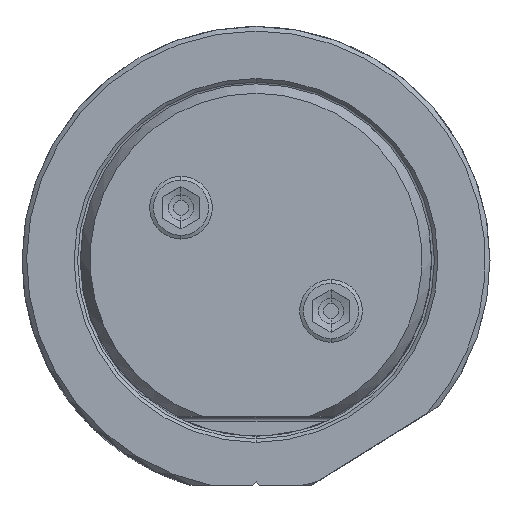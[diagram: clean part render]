
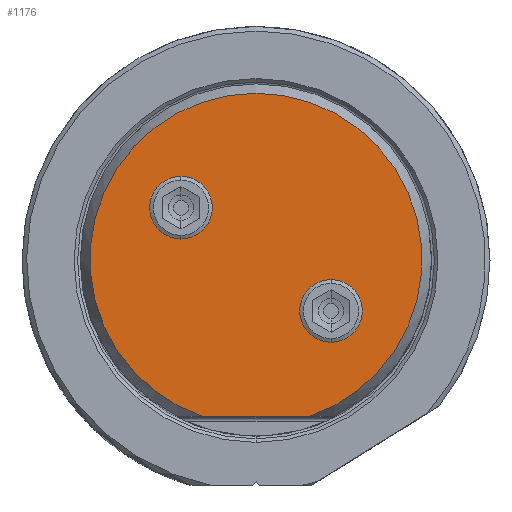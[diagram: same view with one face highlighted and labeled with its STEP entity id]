
A CAD part, top view. The second image highlights one B-rep face of the part: STEP entity #1176.
In plain terms, the highlighted planar face has unit normal (0, 0, 1).
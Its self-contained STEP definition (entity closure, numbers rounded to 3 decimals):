
#86=FACE_BOUND('',#1866,.T.);
#87=FACE_BOUND('',#1867,.T.);
#88=FACE_BOUND('',#1868,.T.);
#198=PLANE('',#6297);
#560=LINE('',#13517,#888);
#888=VECTOR('',#7434,1.);
#1176=ADVANCED_FACE('',(#86,#87,#88),#198,.T.);
#1866=EDGE_LOOP('',(#3165,#3166,#3167));
#1867=EDGE_LOOP('',(#3168,#3169));
#1868=EDGE_LOOP('',(#3170,#3171));
#3165=ORIENTED_EDGE('',*,*,#5156,.T.);
#3166=ORIENTED_EDGE('',*,*,#5159,.T.);
#3167=ORIENTED_EDGE('',*,*,#5157,.T.);
#3168=ORIENTED_EDGE('',*,*,#5162,.T.);
#3169=ORIENTED_EDGE('',*,*,#5163,.T.);
#3170=ORIENTED_EDGE('',*,*,#5164,.T.);
#3171=ORIENTED_EDGE('',*,*,#5165,.T.);
#4434=VERTEX_POINT('',#13507);
#4435=VERTEX_POINT('',#13509);
#4436=VERTEX_POINT('',#13511);
#4437=VERTEX_POINT('',#13524);
#4438=VERTEX_POINT('',#13525);
#4439=VERTEX_POINT('',#13528);
#4440=VERTEX_POINT('',#13529);
#5156=EDGE_CURVE('',#4435,#4434,#5675,.T.);
#5157=EDGE_CURVE('',#4436,#4435,#5676,.T.);
#5159=EDGE_CURVE('',#4434,#4436,#560,.T.);
#5162=EDGE_CURVE('',#4437,#4438,#5677,.T.);
#5163=EDGE_CURVE('',#4438,#4437,#5678,.T.);
#5164=EDGE_CURVE('',#4439,#4440,#5679,.T.);
#5165=EDGE_CURVE('',#4440,#4439,#5680,.T.);
#5675=CIRCLE('',#6287,18.022);
#5676=CIRCLE('',#6288,18.022);
#5677=CIRCLE('',#6293,3.4);
#5678=CIRCLE('',#6294,3.4);
#5679=CIRCLE('',#6295,3.4);
#5680=CIRCLE('',#6296,3.4);
#6287=AXIS2_PLACEMENT_3D('',#13508,#7428,#7429);
#6288=AXIS2_PLACEMENT_3D('',#13510,#7430,#7431);
#6293=AXIS2_PLACEMENT_3D('',#13523,#7443,#7444);
#6294=AXIS2_PLACEMENT_3D('',#13526,#7445,#7446);
#6295=AXIS2_PLACEMENT_3D('',#13527,#7447,#7448);
#6296=AXIS2_PLACEMENT_3D('',#13530,#7449,#7450);
#6297=AXIS2_PLACEMENT_3D('',#13531,#7451,#7452);
#7428=DIRECTION('',(0.,0.,1.));
#7429=DIRECTION('',(0.,1.,0.));
#7430=DIRECTION('',(0.,0.,1.));
#7431=DIRECTION('',(0.324,-0.946,0.));
#7434=DIRECTION('',(1.,0.,0.));
#7443=DIRECTION('',(0.,0.,-1.));
#7444=DIRECTION('',(1.,0.,0.));
#7445=DIRECTION('',(0.,0.,-1.));
#7446=DIRECTION('',(-1.,0.,0.));
#7447=DIRECTION('',(0.,0.,-1.));
#7448=DIRECTION('',(1.,0.,0.));
#7449=DIRECTION('',(0.,0.,-1.));
#7450=DIRECTION('',(-1.,0.,0.));
#7451=DIRECTION('',(0.,0.,1.));
#7452=DIRECTION('',(1.,0.,0.));
#13507=CARTESIAN_POINT('',(-5.839,-17.05,69.85));
#13508=CARTESIAN_POINT('',(0.,0.,69.85));
#13509=CARTESIAN_POINT('',(0.,18.022,69.85));
#13510=CARTESIAN_POINT('',(0.,0.,69.85));
#13511=CARTESIAN_POINT('',(5.839,-17.05,69.85));
#13517=CARTESIAN_POINT('',(-5.839,-17.05,69.85));
#13523=CARTESIAN_POINT('',(8.144,-5.603,69.85));
#13524=CARTESIAN_POINT('',(11.544,-5.603,69.85));
#13525=CARTESIAN_POINT('',(4.744,-5.603,69.85));
#13526=CARTESIAN_POINT('',(8.144,-5.603,69.85));
#13527=CARTESIAN_POINT('',(-8.144,5.603,69.85));
#13528=CARTESIAN_POINT('',(-4.744,5.603,69.85));
#13529=CARTESIAN_POINT('',(-11.544,5.603,69.85));
#13530=CARTESIAN_POINT('',(-8.144,5.603,69.85));
#13531=CARTESIAN_POINT('',(0.,0.486,69.85));
